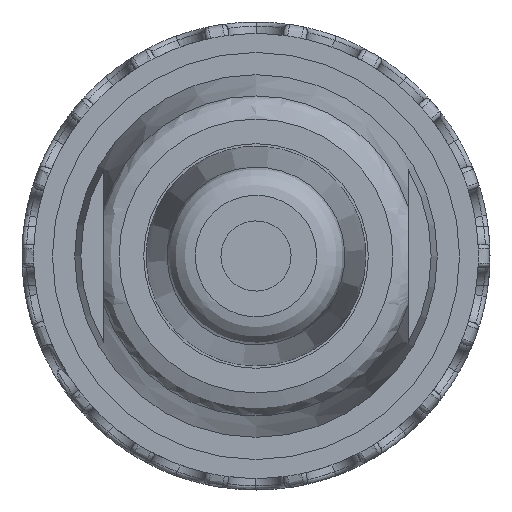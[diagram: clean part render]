
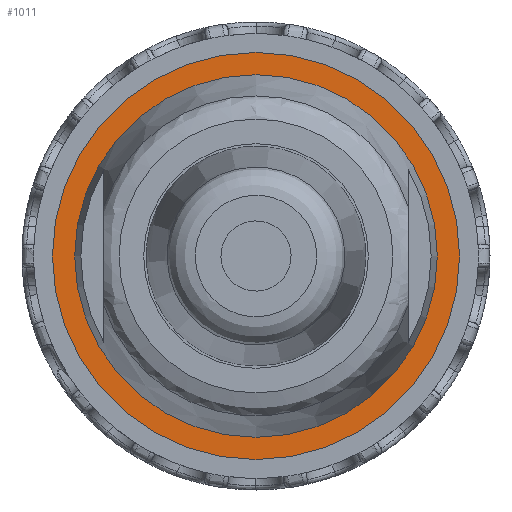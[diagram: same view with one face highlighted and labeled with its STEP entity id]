
A CAD part, front view. The second image highlights one B-rep face of the part: STEP entity #1011.
In plain terms, the highlighted planar face has unit normal (0, -1, 0).
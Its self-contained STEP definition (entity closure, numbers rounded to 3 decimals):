
#883=FACE_BOUND('',#1792,.T.);
#884=FACE_BOUND('',#1793,.T.);
#1011=ADVANCED_FACE('',(#883,#884),#1363,.T.);
#1363=PLANE('',#6170);
#1792=EDGE_LOOP('',(#2553));
#1793=EDGE_LOOP('',(#2554));
#2213=CIRCLE('',#6167,7.75);
#2214=CIRCLE('',#6169,8.7);
#2553=ORIENTED_EDGE('',*,*,#4785,.T.);
#2554=ORIENTED_EDGE('',*,*,#4786,.F.);
#4226=VERTEX_POINT('',#8225);
#4227=VERTEX_POINT('',#8228);
#4785=EDGE_CURVE('',#4226,#4226,#2213,.T.);
#4786=EDGE_CURVE('',#4227,#4227,#2214,.T.);
#6167=AXIS2_PLACEMENT_3D('',#8224,#6771,#6772);
#6169=AXIS2_PLACEMENT_3D('',#8227,#6775,#6776);
#6170=AXIS2_PLACEMENT_3D('',#8229,#6777,#6778);
#6771=DIRECTION('',(0.,1.,0.));
#6772=DIRECTION('',(0.,0.,-1.));
#6775=DIRECTION('',(0.,1.,0.));
#6776=DIRECTION('',(-1.,0.,0.));
#6777=DIRECTION('',(0.,-1.,0.));
#6778=DIRECTION('',(-1.,0.,0.));
#8224=CARTESIAN_POINT('',(0.,8.5,0.));
#8225=CARTESIAN_POINT('',(0.,8.5,-7.75));
#8227=CARTESIAN_POINT('',(0.,8.5,0.));
#8228=CARTESIAN_POINT('',(-8.7,8.5,0.));
#8229=CARTESIAN_POINT('',(9.57,8.5,9.57));
